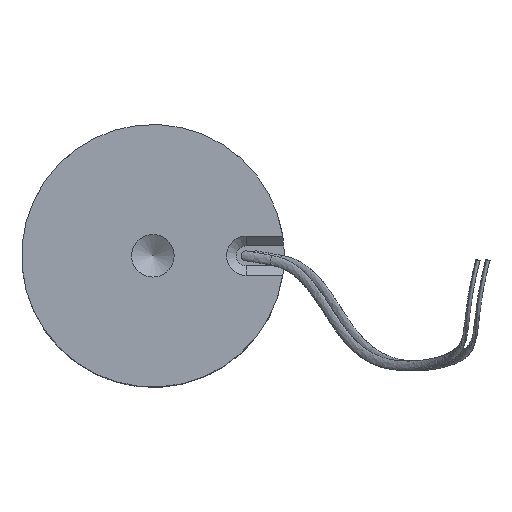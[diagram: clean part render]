
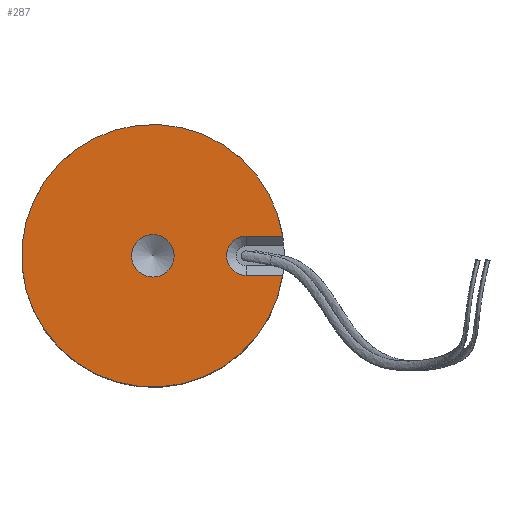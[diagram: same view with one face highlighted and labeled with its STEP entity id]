
A CAD part, top view. The second image highlights one B-rep face of the part: STEP entity #287.
In plain terms, the highlighted planar face has unit normal (0, 0, 1).
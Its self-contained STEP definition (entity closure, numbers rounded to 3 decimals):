
#29=FACE_BOUND('',#88,.T.);
#42=CIRCLE('',#319,1.5);
#43=CIRCLE('',#323,10.);
#44=CIRCLE('',#324,1.621);
#64=FACE_OUTER_BOUND('',#87,.T.);
#87=EDGE_LOOP('',(#213,#214,#215,#216));
#88=EDGE_LOOP('',(#217));
#119=LINE('',#462,#126);
#124=LINE('',#477,#131);
#126=VECTOR('',#365,10.);
#131=VECTOR('',#380,10.);
#141=VERTEX_POINT('',#459);
#142=VERTEX_POINT('',#461);
#144=VERTEX_POINT('',#467);
#146=VERTEX_POINT('',#473);
#148=VERTEX_POINT('',#480);
#167=EDGE_CURVE('',#141,#142,#119,.T.);
#172=EDGE_CURVE('',#142,#144,#42,.T.);
#175=EDGE_CURVE('',#144,#146,#124,.T.);
#176=EDGE_CURVE('',#146,#141,#43,.T.);
#177=EDGE_CURVE('',#148,#148,#44,.T.);
#213=ORIENTED_EDGE('',*,*,#175,.F.);
#214=ORIENTED_EDGE('',*,*,#172,.F.);
#215=ORIENTED_EDGE('',*,*,#167,.F.);
#216=ORIENTED_EDGE('',*,*,#176,.F.);
#217=ORIENTED_EDGE('',*,*,#177,.T.);
#275=PLANE('',#322);
#287=ADVANCED_FACE('',(#64,#29),#275,.F.);
#319=AXIS2_PLACEMENT_3D('',#471,#373,#374);
#322=AXIS2_PLACEMENT_3D('',#478,#381,#382);
#323=AXIS2_PLACEMENT_3D('',#479,#383,#384);
#324=AXIS2_PLACEMENT_3D('',#481,#385,#386);
#365=DIRECTION('',(-1.,0.,0.));
#373=DIRECTION('center_axis',(0.,0.,1.));
#374=DIRECTION('ref_axis',(0.,1.,0.));
#380=DIRECTION('',(1.,0.,0.));
#381=DIRECTION('center_axis',(0.,0.,-1.));
#382=DIRECTION('ref_axis',(-1.,0.,0.));
#383=DIRECTION('center_axis',(0.,0.,-1.));
#384=DIRECTION('ref_axis',(-1.,0.,0.));
#385=DIRECTION('center_axis',(0.,0.,-1.));
#386=DIRECTION('ref_axis',(1.,0.,0.));
#459=CARTESIAN_POINT('',(9.887,1.5,22.));
#461=CARTESIAN_POINT('',(7.1,1.5,22.));
#462=CARTESIAN_POINT('',(4.986,1.5,22.));
#467=CARTESIAN_POINT('',(7.1,-1.5,22.));
#471=CARTESIAN_POINT('Origin',(7.1,0.,22.));
#473=CARTESIAN_POINT('',(9.887,-1.5,22.));
#477=CARTESIAN_POINT('',(3.55,-1.5,22.));
#478=CARTESIAN_POINT('Origin',(0.,0.,22.));
#479=CARTESIAN_POINT('Origin',(0.,0.,22.));
#480=CARTESIAN_POINT('',(1.621,0.,22.));
#481=CARTESIAN_POINT('Origin',(0.,0.,
22.));
